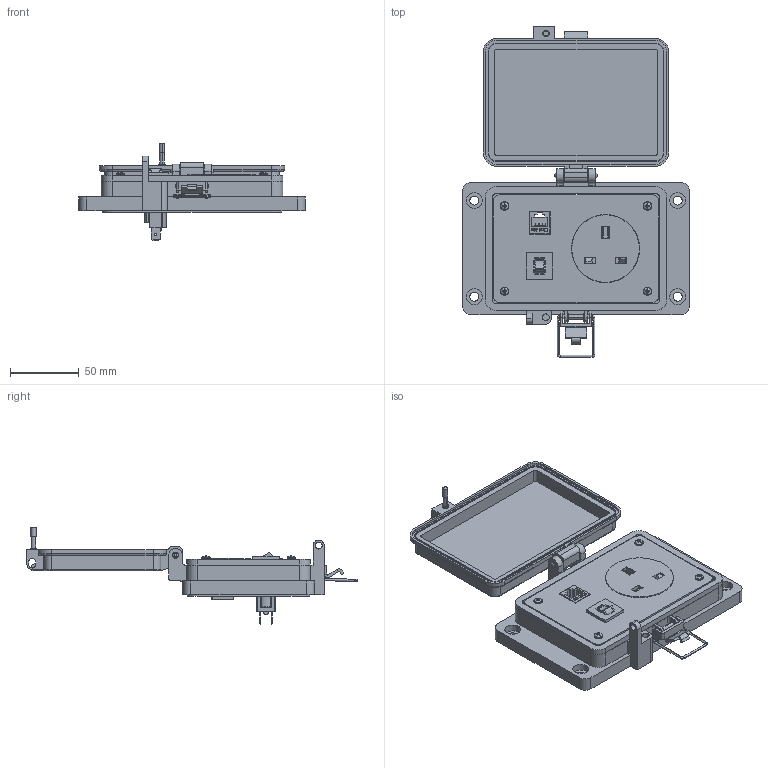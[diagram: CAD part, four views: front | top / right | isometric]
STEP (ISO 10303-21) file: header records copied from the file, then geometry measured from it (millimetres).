
FILE_DESCRIPTION (( 'STEP AP203' ), '1' );
FILE_NAME ('P-R2-M3RB3_3D.STEP', '2021-11-09T15:52:36', ( '' ), ( '' ), 'SwSTEP 2.0', 'SolidWorks 2019', '' );
FILE_SCHEMA (( 'CONFIG_CONTROL_DESIGN' ));
Length unit declared in the file: millimetre
Products named in the file (17): Z-H-M3_B; P-R2-M3RB3_FP060_1; R2; P-R2-M3RB3_BP240_1; -M3; Z-300-RJ45CAT5; Z-CB-SM; Z-000-4243316TFP; 92005A124_METRIC PAN HEAD PHILLIPS MACHINE SCREW_92005A124; 90273A112_ZINC-PLATED STL FLAT HEAD PHIL MACHINE SCREW_90273A112; P-R2-M3RB3_3D; Z-200-OTLT-RB; P-R2-M3RB3_TP240_1; RB; CBX; P-R2-M3RB3_TP060_2; Z-002-4401_4HN_90675A005
Assembly tree (23 placements, depth 3):
  P-R2-M3RB3_3D
    P-R2-M3RB3_BP240_1
    P-R2-M3RB3_TP060_2
    P-R2-M3RB3_TP240_1
    P-R2-M3RB3_FP060_1
    Z-000-4243316TFP  x3
    RB
      Z-200-OTLT-RB
    90273A112_ZINC-PLATED STL FLAT HEAD PHIL MACHINE SCREW_90273A112  x2
    Z-002-4401_4HN_90675A005  x2
    CBX
      Z-CB-SM
    R2
      Z-300-RJ45CAT5
    -M3
      Z-H-M3_B
    92005A124_METRIC PAN HEAD PHILLIPS MACHINE SCREW_92005A124  x4
Bounding box: 164.96 x 240.59 x 70.97 mm (x, y, z)
Volume: 274693.6 mm3; surface area: 155114.1 mm2
Topology: 28 solids, 28 shells, 2607 faces, 7339 edges, 4859 vertices
Faces by surface type: cylinder 1171, plane 928, bspline 326, cone 156, torus 18, sphere 8
Entity records: 69387 total; most frequent: CARTESIAN_POINT 25425, ORIENTED_EDGE 9662, DIRECTION 7506, EDGE_CURVE 4831, VERTEX_POINT 3200, VECTOR 2770, LINE 2770, AXIS2_PLACEMENT_3D 2368
